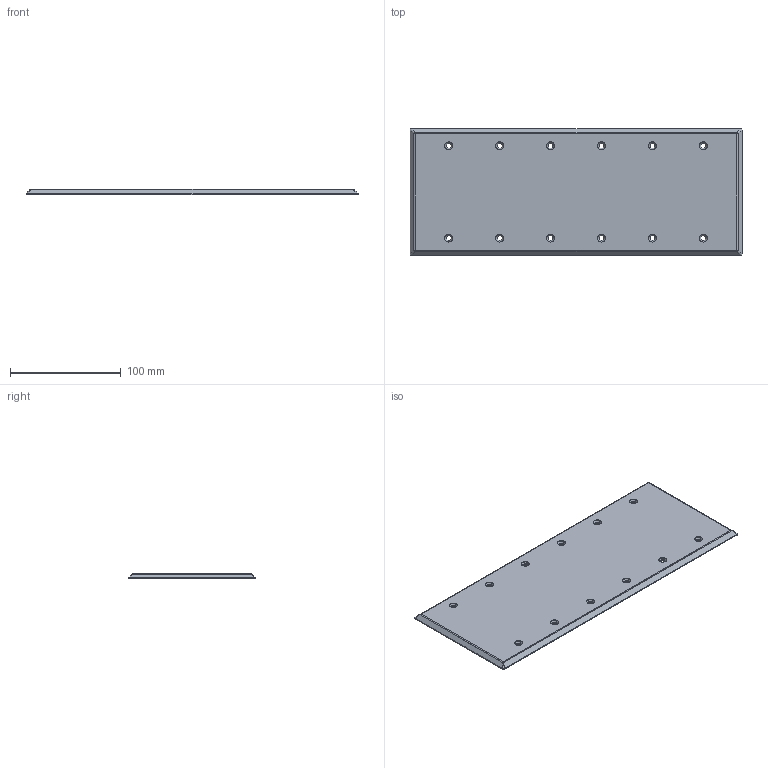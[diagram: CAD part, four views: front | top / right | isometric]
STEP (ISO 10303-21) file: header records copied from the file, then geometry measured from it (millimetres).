
FILE_DESCRIPTION (( 'STEP AP203' ), '1' );
FILE_NAME ('ORC5930-M01.STEP', '2025-01-23T15:09:18', ( '' ), ( '' ), 'SwSTEP 2.0', 'SolidWorks 2024', '' );
FILE_SCHEMA (( 'CONFIG_CONTROL_DESIGN' ));
Length unit declared in the file: inch
Products named in the file (1): ORC5930-M01
Bounding box: 300.02 x 114.3 x 4.75 mm (x, y, z)
Volume: 28964.8 mm3; surface area: 72226.1 mm2
Topology: 1 solids, 1 shells, 147 faces, 346 edges, 214 vertices
Faces by surface type: cone 48, cylinder 44, plane 31, bspline 24
Entity records: 5029 total; most frequent: CARTESIAN_POINT 1666, ORIENTED_EDGE 692, DIRECTION 662, EDGE_CURVE 346, AXIS2_PLACEMENT_3D 264, VERTEX_POINT 214, EDGE_LOOP 184, ADVANCED_FACE 147
